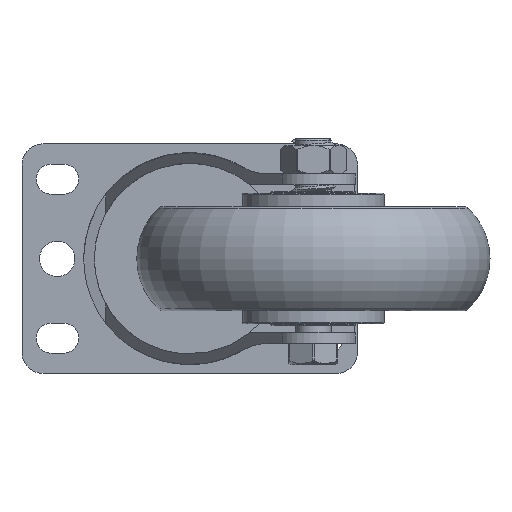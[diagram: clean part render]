
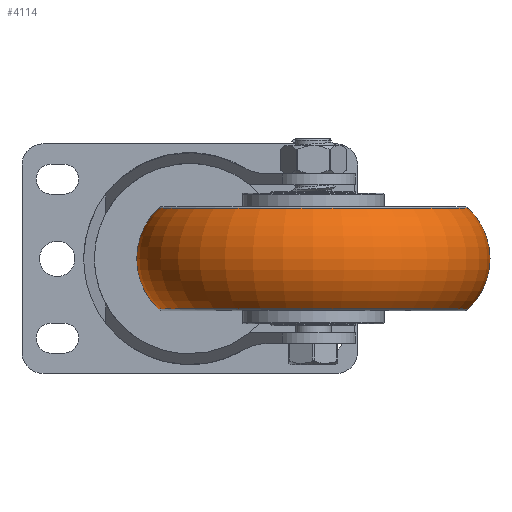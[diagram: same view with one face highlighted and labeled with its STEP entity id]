
A CAD part, front view. The second image highlights one B-rep face of the part: STEP entity #4114.
In plain terms, the highlighted toroidal (fillet/blend) face has major radius 30.44 mm and minor radius 19.56 mm.
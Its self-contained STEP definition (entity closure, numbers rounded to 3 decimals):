
#3437=CARTESIAN_POINT('',(0.,14.251,0.));
#3438=DIRECTION('',(0.,1.,0.));
#3439=DIRECTION('',(1.,0.,0.));
#3440=AXIS2_PLACEMENT_3D('',#3437,#3438,#3439);
#3442=CARTESIAN_POINT('',(-30.44,0.,0.));
#3443=DIRECTION('',(0.,0.,1.));
#3444=DIRECTION('',(-0.685,0.729,0.));
#3445=AXIS2_PLACEMENT_3D('',#3442,#3443,#3444);
#3447=CARTESIAN_POINT('',(0.,-14.251,0.));
#3448=DIRECTION('',(0.,-1.,0.));
#3449=DIRECTION('',(-1.,0.,0.));
#3450=AXIS2_PLACEMENT_3D('',#3447,#3448,#3449);
#3452=CARTESIAN_POINT('',(30.44,0.,0.));
#3453=DIRECTION('',(0.,0.,1.));
#3454=DIRECTION('',(0.685,-0.729,0.));
#3455=AXIS2_PLACEMENT_3D('',#3452,#3453,#3454);
#3552=CARTESIAN_POINT('',(43.837,14.251,0.));
#3553=CARTESIAN_POINT('',(-43.837,14.251,
0.));
#3554=VERTEX_POINT('',#3552);
#3555=VERTEX_POINT('',#3553);
#3560=CARTESIAN_POINT('',(-43.837,-14.251,
0.));
#3561=CARTESIAN_POINT('',(43.837,-14.251,0.));
#3562=VERTEX_POINT('',#3560);
#3563=VERTEX_POINT('',#3561);
#4102=CARTESIAN_POINT('',(0.,0.,0.));
#4103=DIRECTION('',(0.,-1.,0.));
#4104=DIRECTION('',(-1.,0.,0.));
#4105=AXIS2_PLACEMENT_3D('',#4102,#4103,#4104);
#4106=TOROIDAL_SURFACE('',#4105,30.44,19.56);
#4108=ORIENTED_EDGE('',*,*,#4107,.T.);
#4109=ORIENTED_EDGE('',*,*,#3587,.T.);
#4110=ORIENTED_EDGE('',*,*,#4083,.T.);
#4111=ORIENTED_EDGE('',*,*,#3583,.T.);
#4112=EDGE_LOOP('',(#4108,#4109,#4110,#4111));
#4113=FACE_OUTER_BOUND('',#4112,.F.);
#3441=CIRCLE('',#3440,43.837);
#3446=CIRCLE('',#3445,19.56);
#3451=CIRCLE('',#3450,43.837);
#3456=CIRCLE('',#3455,19.56);
#3583=EDGE_CURVE('',#3563,#3554,#3456,.T.);
#3587=EDGE_CURVE('',#3555,#3562,#3446,.T.);
#4083=EDGE_CURVE('',#3562,#3563,#3451,.T.);
#4107=EDGE_CURVE('',#3554,#3555,#3441,.T.);
#4114=ADVANCED_FACE('',(#4113),#4106,.T.);
